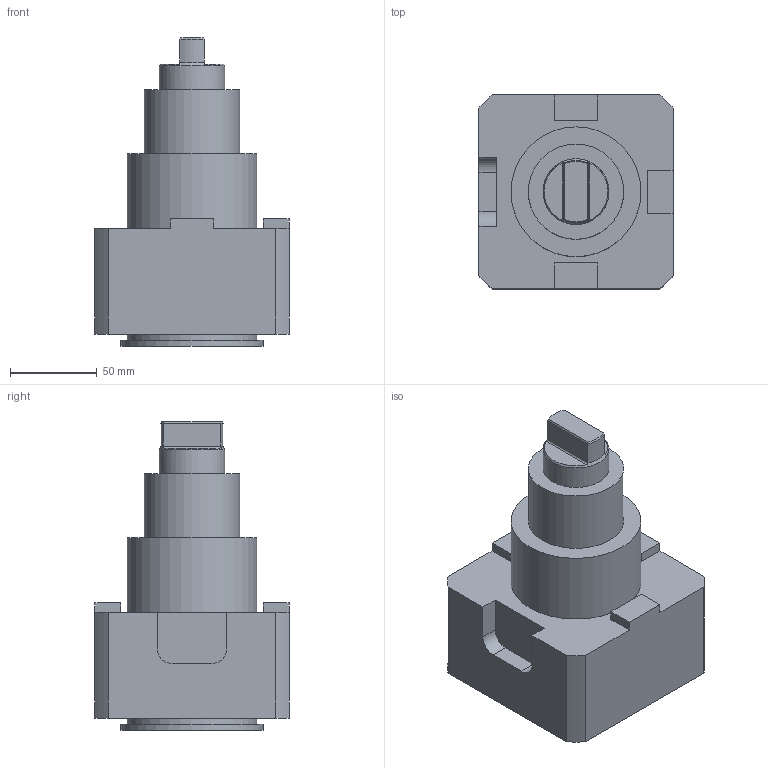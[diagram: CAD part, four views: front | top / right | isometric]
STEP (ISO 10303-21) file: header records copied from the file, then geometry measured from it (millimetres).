
FILE_DESCRIPTION(/* description */ ('3-D model version:1'),/* implementation_level */ '2;1');
FILE_NAME(/* name */ 'C5-DNE-BT75A-I',/* time_stamp */ '2016-12-02T13:42:02',/* author */ ('InteractiveCad'),/* organization */ ('AB Sandvik Coromant'),/* preprocessor_version */ 'ST-DEVELOPER v11',/* originating_system */ 'SIEMENS UGS NX 6.0',/* authorization */ '');
FILE_SCHEMA(('AUTOMOTIVE_DESIGN'));
Length unit declared in the file: millimetre
Products named in the file (1): C5_DNE_BT75A_I_634642922779178652_1_stp
Bounding box: 112 x 112 x 178 mm (x, y, z)
Volume: 1060249.6 mm3; surface area: 79312.3 mm2
Topology: 1 solids, 1 shells, 66 faces, 159 edges, 105 vertices
Faces by surface type: plane 38, cylinder 17, cone 11
Full cylindrical faces by diameter (mm): 3 x1, 38 x1, 39.2 x1, 55 x1, 74.9 x1, 75 x1, 82 x1
Entity records: 2088 total; most frequent: CARTESIAN_POINT 483, DIRECTION 322, ORIENTED_EDGE 292, EDGE_CURVE 146, AXIS2_PLACEMENT_3D 119, VERTEX_POINT 102, EDGE_LOOP 86, LINE 84
